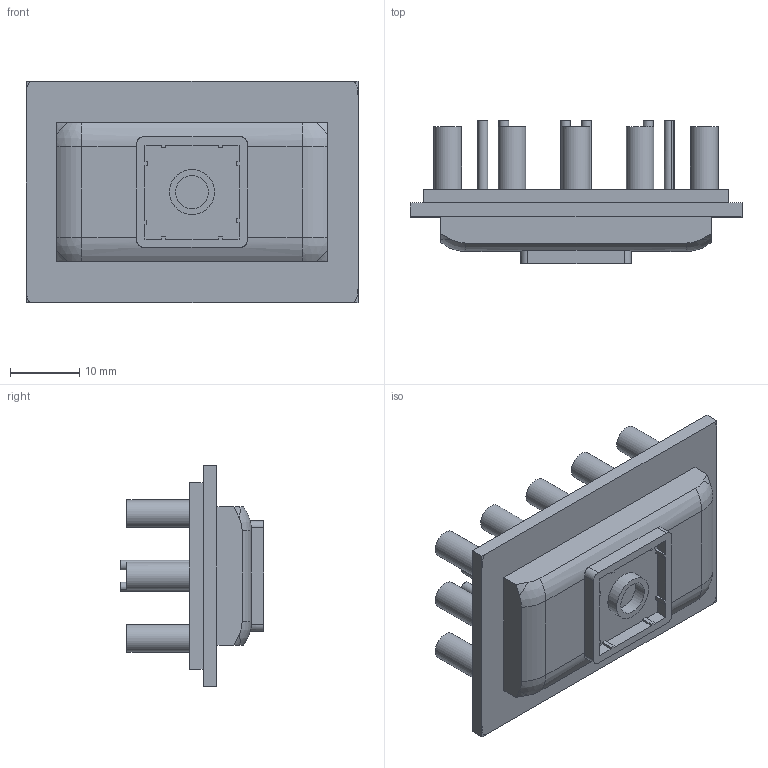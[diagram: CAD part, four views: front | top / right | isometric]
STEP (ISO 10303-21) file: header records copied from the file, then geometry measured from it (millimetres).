
FILE_DESCRIPTION(/* description */ (''),/* implementation_level */ '2;1');
FILE_NAME(/* name */ 'Zbutt-2u-stem-cavity.step',/* time_stamp */ '2019-01-18T20:04:44-05:00',/* author */ (''),/* organization */ (''),/* preprocessor_version */ 'ST-DEVELOPER v17.2',/* originating_system */ 'Autodesk Translation Framework v7.6.0.251',/* authorisation */ '');
FILE_SCHEMA (('AUTOMOTIVE_DESIGN { 1 0 10303 214 3 1 1 }'));
Length unit declared in the file: millimetre
Products named in the file (1): FusionComponent
Bounding box: 48 x 20.8 x 32 mm (x, y, z)
Volume: 7957.8 mm3; surface area: 7528.2 mm2
Topology: 1 solids, 1 shells, 253 faces, 646 edges, 405 vertices
Faces by surface type: plane 168, cylinder 73, bspline 8, sphere 4
Full cylindrical faces by diameter (mm): 1.39 x1, 1.403 x1, 1.405 x1, 1.409 x1, 1.41 x1, 1.411 x1, 1.412 x1, 1.413 x1, 1.414 x1, 1.417 x1, 4 x3, 4.004 x4, 4.8 x1, 5.82 x3, 6.5 x1
Entity records: 7776 total; most frequent: CARTESIAN_POINT 1565, ORIENTED_EDGE 1292, DIRECTION 1285, EDGE_CURVE 646, LINE 451, VECTOR 451, AXIS2_PLACEMENT_3D 417, VERTEX_POINT 405
